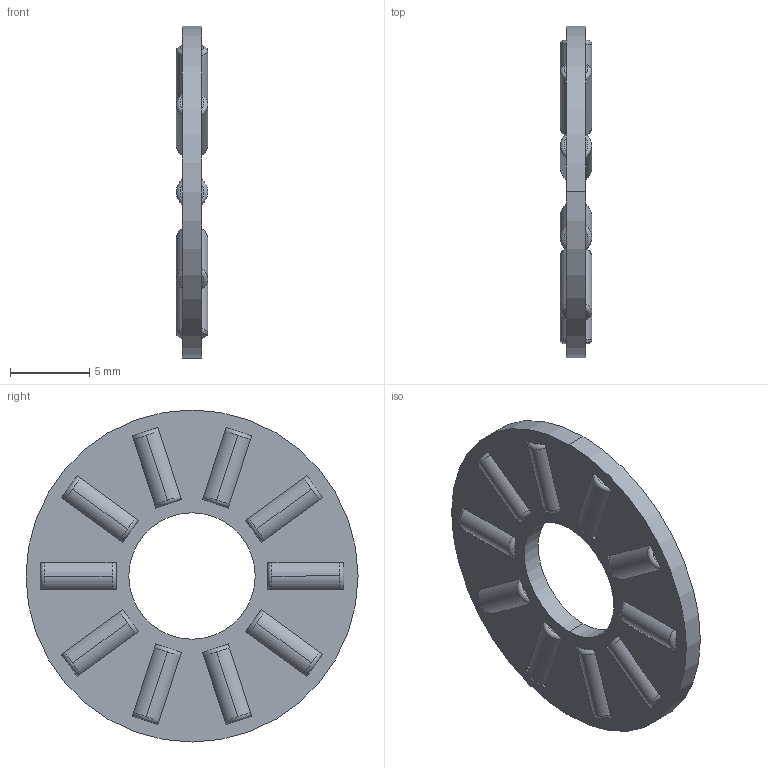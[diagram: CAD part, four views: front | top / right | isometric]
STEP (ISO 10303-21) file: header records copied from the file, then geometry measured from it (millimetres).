
FILE_DESCRIPTION(('STEP AP214'),'1');
FILE_NAME('skf_thrust_bearing_axk_0821_tn_2.stp','2023-11-02T08:35:26',('TraceParts'),('TraceParts S.A.'),'Spatial InterOp 3D',' ',' ');
FILE_SCHEMA(('AUTOMOTIVE_DESIGN { 1 0 10303 214 1 1 1 1 }'));
Length unit declared in the file: millimetre
Products named in the file (1): skf_thrust_bearing_axk_0821_tn_2_1
Bounding box: 2 x 21 x 21 mm (x, y, z)
Volume: 399.9 mm3; surface area: 1071.7 mm2
Topology: 2 solids, 2 shells, 150 faces, 400 edges, 272 vertices
Faces by surface type: torus 64, cylinder 44, plane 42
Entity records: 5595 total; most frequent: CARTESIAN_POINT 1584, DIRECTION 920, ORIENTED_EDGE 800, AXIS2_PLACEMENT_3D 408, EDGE_CURVE 400, VERTEX_POINT 272, CIRCLE 256, EDGE_LOOP 192
